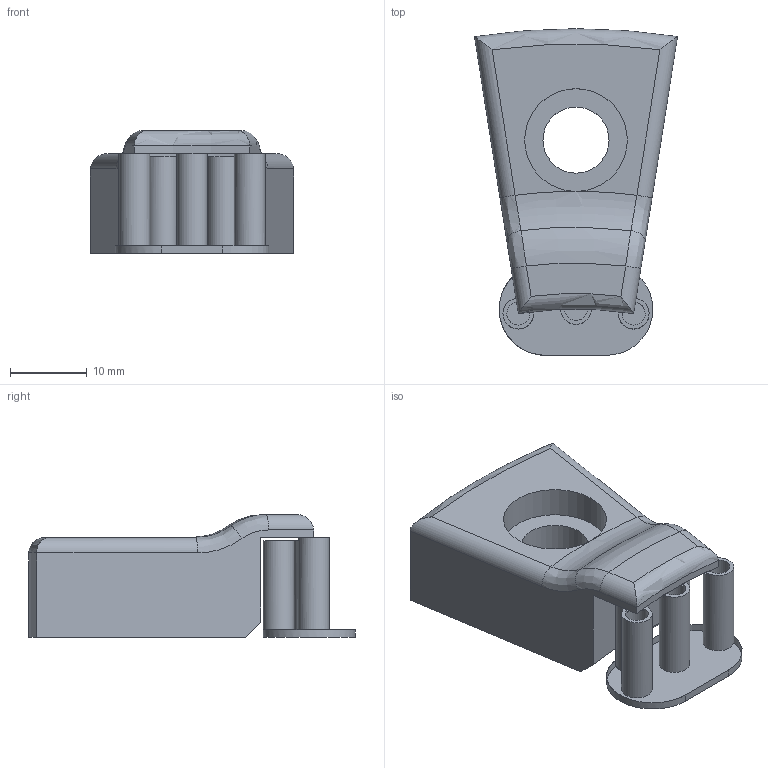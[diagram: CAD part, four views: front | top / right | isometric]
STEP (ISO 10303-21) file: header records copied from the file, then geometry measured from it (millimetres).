
FILE_DESCRIPTION( ( '' ), ' ' );
FILE_NAME( '56d03b16e4b004367d904c19.step', '2016-02-26T11:46:31', ( '' ), ( '' ), ' ', ' ', ' ' );
FILE_SCHEMA( ( 'AUTOMOTIVE_DESIGN { 1 0 10303 214 1 1 1 1 }' ) );
Length unit declared in the file: metre
Products named in the file (2): G004000-Clip rodamiento-con soporte_rev03
Bounding box: 26.44 x 42.5 x 16 mm (x, y, z)
Volume: 8335.3 mm3; surface area: 4697 mm2
Topology: 2 solids, 2 shells, 61 faces, 141 edges, 89 vertices
Faces by surface type: plane 26, cylinder 25, bspline 5, torus 3, cone 2
Full cylindrical faces by diameter (mm): 3 x5, 4 x5, 8.6 x1, 13.373 x1
Entity records: 2268 total; most frequent: CARTESIAN_POINT 482, DIRECTION 274, ORIENTED_EDGE 236, EDGE_CURVE 118, AXIS2_PLACEMENT_3D 115, EDGE_LOOP 81, VERTEX_POINT 79, FACE_OUTER_BOUND 73
